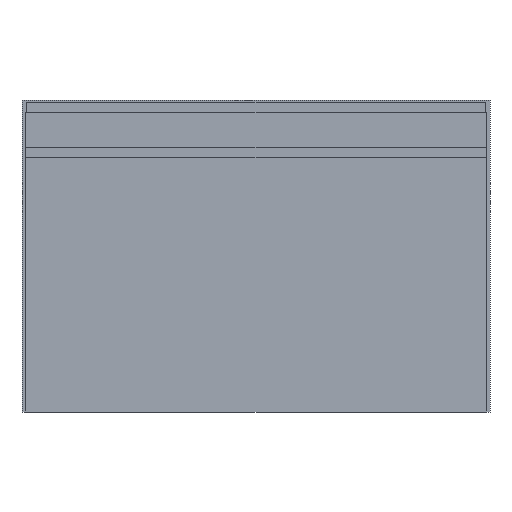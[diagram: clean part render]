
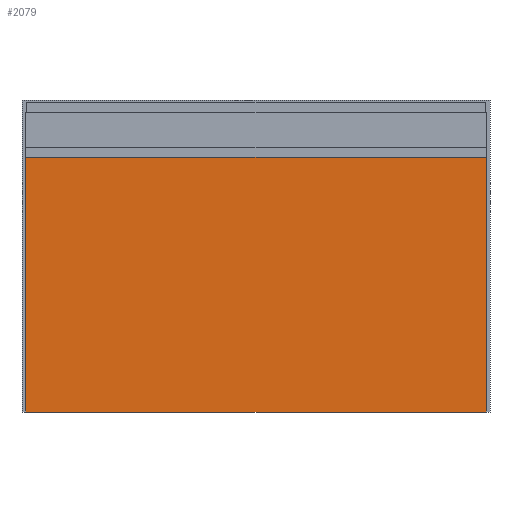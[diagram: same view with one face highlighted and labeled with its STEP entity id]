
A CAD part, front view. The second image highlights one B-rep face of the part: STEP entity #2079.
In plain terms, the highlighted planar face has unit normal (0, -1, 0).
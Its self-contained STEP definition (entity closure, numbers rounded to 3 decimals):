
#289 = EDGE_CURVE ( 'NONE', #2561, #875, #2336, .T. ) ;
#347 = EDGE_CURVE ( 'NONE', #1225, #2078, #2383, .T. ) ;
#452 = LINE ( 'NONE', #1939, #2349 ) ;
#502 = ORIENTED_EDGE ( 'NONE', *, *, #2641, .F. ) ;
#558 = DIRECTION ( 'NONE',  ( 0., 0., -1. ) ) ;
#607 = VECTOR ( 'NONE', #1934, 1000. ) ;
#700 = CARTESIAN_POINT ( 'NONE',  ( 789.173, -490.1, 0. ) ) ;
#814 = DIRECTION ( 'NONE',  ( 0., -1., 0. ) ) ;
#875 = VERTEX_POINT ( 'NONE', #1528 ) ;
#889 = ORIENTED_EDGE ( 'NONE', *, *, #1110, .F. ) ;
#904 = ORIENTED_EDGE ( 'NONE', *, *, #289, .F. ) ;
#932 = CARTESIAN_POINT ( 'NONE',  ( 369., -490.1, 408.1 ) ) ;
#933 = CARTESIAN_POINT ( 'NONE',  ( 369., -490.1, 0. ) ) ;
#1017 = PLANE ( 'NONE',  #2452 ) ;
#1083 = CARTESIAN_POINT ( 'NONE',  ( 369., -490.1, 0. ) ) ;
#1110 = EDGE_CURVE ( 'NONE', #875, #2078, #452, .T. ) ;
#1145 = ORIENTED_EDGE ( 'NONE', *, *, #347, .T. ) ;
#1223 = CARTESIAN_POINT ( 'NONE',  ( 789.173, -490.1, 0. ) ) ;
#1225 = VERTEX_POINT ( 'NONE', #932 ) ;
#1528 = CARTESIAN_POINT ( 'NONE',  ( -369., -490.1, 0. ) ) ;
#1574 = VECTOR ( 'NONE', #2610, 1000. ) ;
#1816 = FACE_OUTER_BOUND ( 'NONE', #2500, .T. ) ;
#1927 = VECTOR ( 'NONE', #2213, 1000. ) ;
#1934 = DIRECTION ( 'NONE',  ( -1., 0., 0. ) ) ;
#1939 = CARTESIAN_POINT ( 'NONE',  ( -369., -490.1, 0. ) ) ;
#2011 = LINE ( 'NONE', #933, #1574 ) ;
#2077 = CARTESIAN_POINT ( 'NONE',  ( -369., -490.1, 408.1 ) ) ;
#2078 = VERTEX_POINT ( 'NONE', #2077 ) ;
#2079 = ADVANCED_FACE ( 'NONE', ( #1816 ), #1017, .T. ) ;
#2177 = CARTESIAN_POINT ( 'NONE',  ( 789.173, -490.1, 408.1 ) ) ;
#2213 = DIRECTION ( 'NONE',  ( -1., 0., 0. ) ) ;
#2336 = LINE ( 'NONE', #700, #607 ) ;
#2349 = VECTOR ( 'NONE', #2536, 1000. ) ;
#2383 = LINE ( 'NONE', #2177, #1927 ) ;
#2452 = AXIS2_PLACEMENT_3D ( 'NONE', #1223, #814, #558 ) ;
#2500 = EDGE_LOOP ( 'NONE', ( #502, #1145, #889, #904 ) ) ;
#2536 = DIRECTION ( 'NONE',  ( 0., 0., 1. ) ) ;
#2561 = VERTEX_POINT ( 'NONE', #1083 ) ;
#2610 = DIRECTION ( 'NONE',  ( 0., 0., -1. ) ) ;
#2641 = EDGE_CURVE ( 'NONE', #1225, #2561, #2011, .T. ) ;
